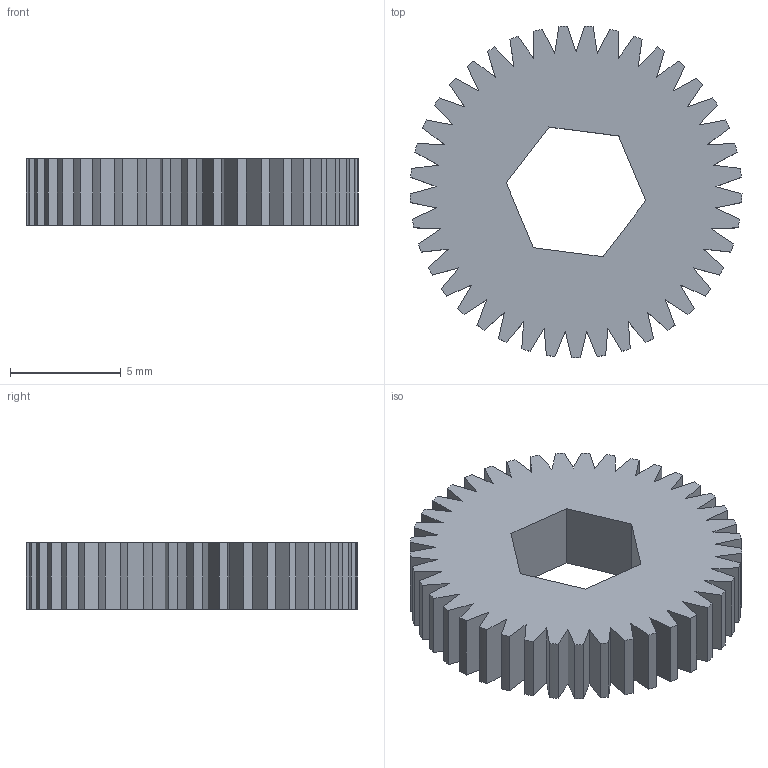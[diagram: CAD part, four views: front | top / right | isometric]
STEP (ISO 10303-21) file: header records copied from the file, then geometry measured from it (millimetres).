
FILE_DESCRIPTION (( 'STEP AP214' ), '1' );
FILE_NAME ('Ajuste de capa de rolamento.step', '2016-04-29T10:38:51', ( '' ), ( '' ), 'SwSTEP 2.0', 'SolidWorks 2016', '' );
FILE_SCHEMA (( 'AUTOMOTIVE_DESIGN' ));
Length unit declared in the file: millimetre
Products named in the file (1): Ajuste de capa de rolamento
Bounding box: 15 x 14.99 x 3 mm (x, y, z)
Volume: 397 mm3; surface area: 670.8 mm2
Topology: 1 solids, 1 shells, 131 faces, 387 edges, 258 vertices
Faces by surface type: plane 90, cylinder 41
Entity records: 5842 total; most frequent: CARTESIAN_POINT 777, ORIENTED_EDGE 774, DIRECTION 733, EDGE_CURVE 387, VECTOR 305, LINE 305, VERTEX_POINT 258, AXIS2_PLACEMENT_3D 214
